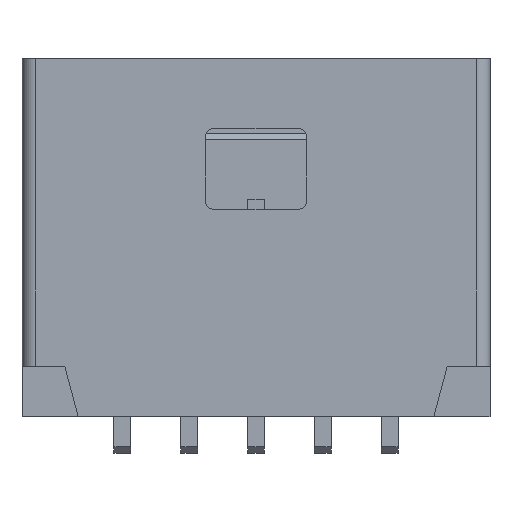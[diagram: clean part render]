
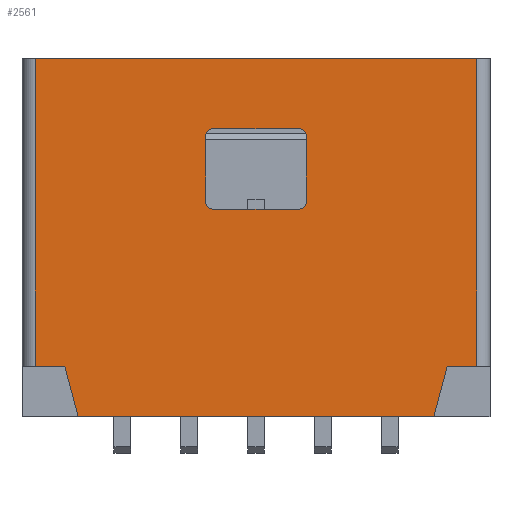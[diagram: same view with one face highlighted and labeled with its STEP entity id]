
A CAD part, top view. The second image highlights one B-rep face of the part: STEP entity #2561.
In plain terms, the highlighted planar face has unit normal (0, 0, 1).
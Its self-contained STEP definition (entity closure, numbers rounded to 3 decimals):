
#25=DIRECTION('',(1.,0.,0.));
#26=VECTOR('',#25,5.32);
#27=CARTESIAN_POINT('',(-2.66,-2.675,1.533));
#28=LINE('',#27,#26);
#41=DIRECTION('',(0.258,0.966,0.));
#42=VECTOR('',#41,0.776);
#43=CARTESIAN_POINT('',(2.66,-2.675,1.533));
#44=LINE('',#43,#42);
#45=DIRECTION('',(-0.258,0.966,0.));
#46=VECTOR('',#45,0.776);
#47=CARTESIAN_POINT('',(-2.66,-2.675,1.533));
#48=LINE('',#47,#46);
#49=DIRECTION('',(1.,0.,0.));
#50=VECTOR('',#49,0.44);
#51=CARTESIAN_POINT('',(-3.3,-1.925,1.533));
#52=LINE('',#51,#50);
#53=DIRECTION('',(-1.,0.,0.));
#54=VECTOR('',#53,0.44);
#55=CARTESIAN_POINT('',(3.3,-1.925,1.533));
#56=LINE('',#55,#54);
#57=DIRECTION('',(0.,1.,0.));
#58=VECTOR('',#57,1.);
#59=CARTESIAN_POINT('',(-0.75,0.525,1.533));
#60=LINE('',#59,#58);
#61=DIRECTION('',(-1.,0.,0.));
#62=VECTOR('',#61,1.3);
#63=CARTESIAN_POINT('',(0.65,0.425,1.533));
#64=LINE('',#63,#62);
#65=DIRECTION('',(0.,-1.,0.));
#66=VECTOR('',#65,1.);
#67=CARTESIAN_POINT('',(0.75,1.525,1.533));
#68=LINE('',#67,#66);
#69=DIRECTION('',(1.,0.,0.));
#70=VECTOR('',#69,1.3);
#71=CARTESIAN_POINT('',(-0.65,1.625,1.533));
#72=LINE('',#71,#70);
#698=DIRECTION('',(0.,-1.,0.));
#699=VECTOR('',#698,4.6);
#700=CARTESIAN_POINT('',(3.3,2.675,1.533));
#701=LINE('',#700,#699);
#727=DIRECTION('',(1.,0.,0.));
#728=VECTOR('',#727,6.6);
#729=CARTESIAN_POINT('',(-3.3,2.675,1.533));
#730=LINE('',#729,#728);
#952=CARTESIAN_POINT('',(0.65,0.525,1.533));
#953=DIRECTION('',(0.,0.,-1.));
#954=DIRECTION('',(1.,0.,0.));
#955=AXIS2_PLACEMENT_3D('',#952,#953,#954);
#970=CARTESIAN_POINT('',(0.65,1.525,1.533));
#971=DIRECTION('',(0.,0.,-1.));
#972=DIRECTION('',(0.,1.,0.));
#973=AXIS2_PLACEMENT_3D('',#970,#971,#972);
#988=CARTESIAN_POINT('',(-0.65,1.525,1.533));
#989=DIRECTION('',(0.,0.,-1.));
#990=DIRECTION('',(-1.,0.,0.));
#991=AXIS2_PLACEMENT_3D('',#988,#989,#990);
#1006=CARTESIAN_POINT('',(-0.65,0.525,1.533));
#1007=DIRECTION('',(0.,0.,-1.));
#1008=DIRECTION('',(0.,-1.,0.));
#1009=AXIS2_PLACEMENT_3D('',#1006,#1007,#1008);
#1156=DIRECTION('',(0.,-1.,0.));
#1157=VECTOR('',#1156,4.6);
#1158=CARTESIAN_POINT('',(-3.3,2.675,1.533));
#1159=LINE('',#1158,#1157);
#2013=CARTESIAN_POINT('',(-2.66,-2.675,1.533));
#2014=VERTEX_POINT('',#2013);
#2019=CARTESIAN_POINT('',(-2.86,-1.925,1.533));
#2020=VERTEX_POINT('',#2019);
#2021=CARTESIAN_POINT('',(-3.3,-1.925,1.533));
#2022=VERTEX_POINT('',#2021);
#2026=CARTESIAN_POINT('',(-3.3,2.675,1.533));
#2028=VERTEX_POINT('',#2026);
#2029=CARTESIAN_POINT('',(3.3,2.675,1.533));
#2031=VERTEX_POINT('',#2029);
#2093=CARTESIAN_POINT('',(2.66,-2.675,1.533));
#2094=VERTEX_POINT('',#2093);
#2095=CARTESIAN_POINT('',(2.86,-1.925,1.533));
#2096=VERTEX_POINT('',#2095);
#2097=CARTESIAN_POINT('',(3.3,-1.925,1.533));
#2098=VERTEX_POINT('',#2097);
#2438=CARTESIAN_POINT('',(0.65,0.425,1.533));
#2440=VERTEX_POINT('',#2438);
#2442=CARTESIAN_POINT('',(0.75,0.525,1.533));
#2444=VERTEX_POINT('',#2442);
#2446=CARTESIAN_POINT('',(-0.75,0.525,1.533));
#2448=VERTEX_POINT('',#2446);
#2450=CARTESIAN_POINT('',(-0.65,0.425,1.533));
#2452=VERTEX_POINT('',#2450);
#2454=CARTESIAN_POINT('',(0.75,1.525,1.533));
#2456=VERTEX_POINT('',#2454);
#2458=CARTESIAN_POINT('',(0.65,1.625,1.533));
#2460=VERTEX_POINT('',#2458);
#2462=CARTESIAN_POINT('',(-0.65,1.625,1.533));
#2464=VERTEX_POINT('',#2462);
#2466=CARTESIAN_POINT('',(-0.75,1.525,1.533));
#2468=VERTEX_POINT('',#2466);
#2522=CARTESIAN_POINT('',(-3.5,-2.675,1.533));
#2523=DIRECTION('',(0.,0.,1.));
#2524=DIRECTION('',(1.,0.,0.));
#2525=AXIS2_PLACEMENT_3D('',#2522,#2523,#2524);
#2526=PLANE('',#2525);
#2527=ORIENTED_EDGE('',*,*,#2514,.F.);
#2528=ORIENTED_EDGE('',*,*,#2486,.F.);
#2530=ORIENTED_EDGE('',*,*,#2529,.T.);
#2532=ORIENTED_EDGE('',*,*,#2531,.F.);
#2534=ORIENTED_EDGE('',*,*,#2533,.F.);
#2536=ORIENTED_EDGE('',*,*,#2535,.T.);
#2538=ORIENTED_EDGE('',*,*,#2537,.T.);
#2540=ORIENTED_EDGE('',*,*,#2539,.T.);
#2541=EDGE_LOOP('',(#2527,#2528,#2530,#2532,#2534,#2536,#2538,#2540));
#2542=FACE_OUTER_BOUND('',#2541,.F.);
#2544=ORIENTED_EDGE('',*,*,#2543,.F.);
#2546=ORIENTED_EDGE('',*,*,#2545,.F.);
#2548=ORIENTED_EDGE('',*,*,#2547,.F.);
#2550=ORIENTED_EDGE('',*,*,#2549,.F.);
#2552=ORIENTED_EDGE('',*,*,#2551,.F.);
#2554=ORIENTED_EDGE('',*,*,#2553,.F.);
#2556=ORIENTED_EDGE('',*,*,#2555,.F.);
#2558=ORIENTED_EDGE('',*,*,#2557,.F.);
#2559=EDGE_LOOP('',(#2544,#2546,#2548,#2550,#2552,#2554,#2556,#2558));
#2560=FACE_BOUND('',#2559,.F.);
#2561=ADVANCED_FACE('',(#2542,#2560),#2526,.T.);
#956=CIRCLE('',#955,0.1);
#974=CIRCLE('',#973,0.1);
#992=CIRCLE('',#991,0.1);
#1010=CIRCLE('',#1009,0.1);
#2486=EDGE_CURVE('',#2014,#2094,#28,.T.);
#2514=EDGE_CURVE('',#2094,#2096,#44,.T.);
#2529=EDGE_CURVE('',#2014,#2020,#48,.T.);
#2531=EDGE_CURVE('',#2022,#2020,#52,.T.);
#2533=EDGE_CURVE('',#2028,#2022,#1159,.T.);
#2535=EDGE_CURVE('',#2028,#2031,#730,.T.);
#2537=EDGE_CURVE('',#2031,#2098,#701,.T.);
#2539=EDGE_CURVE('',#2098,#2096,#56,.T.);
#2543=EDGE_CURVE('',#2448,#2468,#60,.T.);
#2545=EDGE_CURVE('',#2452,#2448,#1010,.T.);
#2547=EDGE_CURVE('',#2440,#2452,#64,.T.);
#2549=EDGE_CURVE('',#2444,#2440,#956,.T.);
#2551=EDGE_CURVE('',#2456,#2444,#68,.T.);
#2553=EDGE_CURVE('',#2460,#2456,#974,.T.);
#2555=EDGE_CURVE('',#2464,#2460,#72,.T.);
#2557=EDGE_CURVE('',#2468,#2464,#992,.T.);
